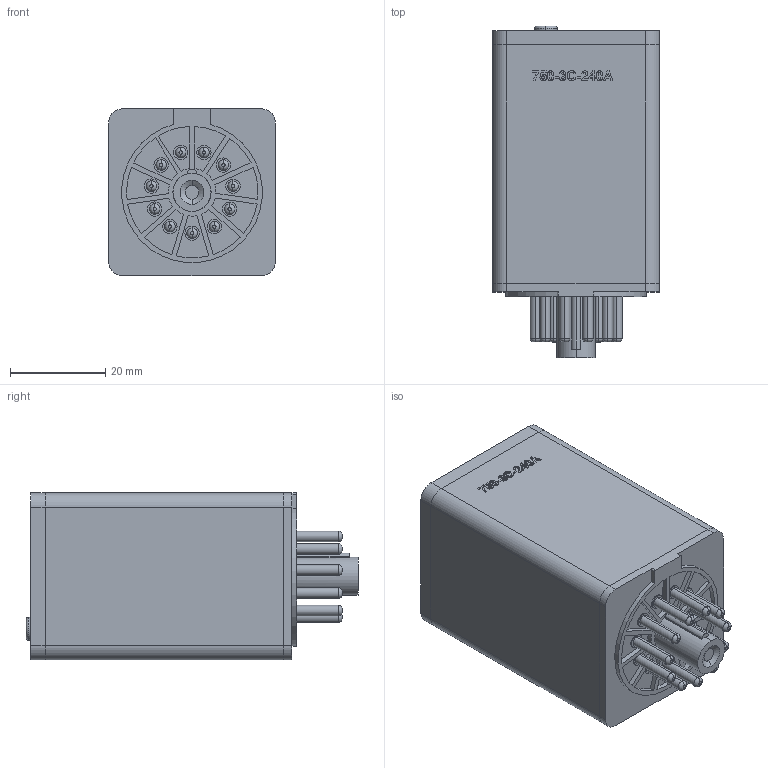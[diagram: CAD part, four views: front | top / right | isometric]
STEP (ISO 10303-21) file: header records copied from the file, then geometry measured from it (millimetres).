
FILE_DESCRIPTION (( 'STEP AP214' ), '1' );
FILE_NAME ('750-3C-240A.STEP', '2013-11-12T21:03:23', ( '' ), ( '' ), 'SwSTEP 2.0', 'SolidWorks 2013', '' );
FILE_SCHEMA (( 'AUTOMOTIVE_DESIGN' ));
Length unit declared in the file: millimetre
Products named in the file (1): 750-3C-240A
Bounding box: 35 x 69.6 x 35.12 mm (x, y, z)
Volume: 67626.6 mm3; surface area: 16686.2 mm2
Topology: 5 solids, 5 shells, 410 faces, 994 edges, 653 vertices
Faces by surface type: plane 211, cylinder 104, bspline 69, torus 24, cone 2
Entity records: 19639 total; most frequent: CARTESIAN_POINT 6015, ORIENTED_EDGE 1988, DIRECTION 1802, EDGE_CURVE 994, VERTEX_POINT 653, AXIS2_PLACEMENT_3D 604, LINE 594, VECTOR 594
